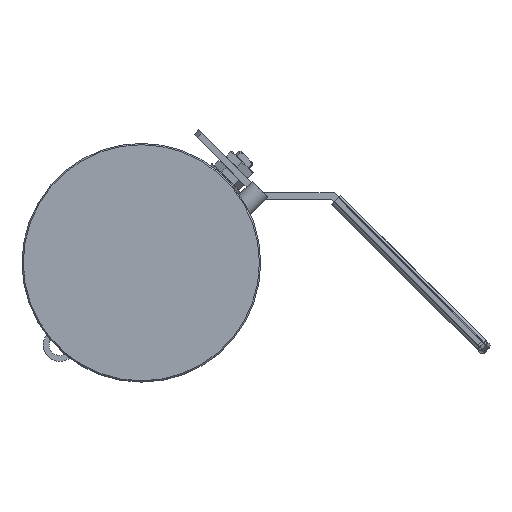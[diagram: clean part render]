
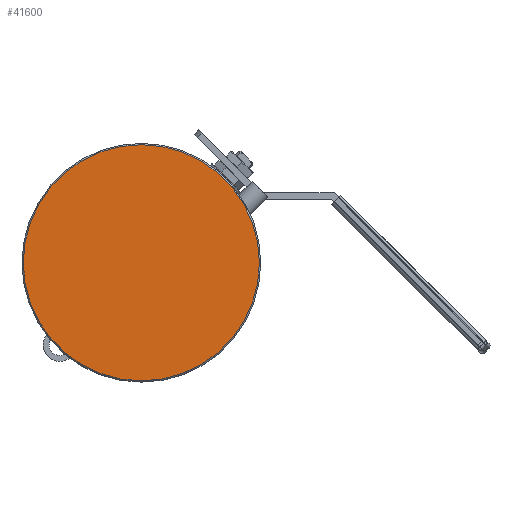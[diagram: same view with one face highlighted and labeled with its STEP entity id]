
A CAD part, top view. The second image highlights one B-rep face of the part: STEP entity #41600.
In plain terms, the highlighted planar face has unit normal (0, 0, 1).
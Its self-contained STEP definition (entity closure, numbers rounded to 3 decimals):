
#579 = CIRCLE ( 'NONE', #54419, 92.5 ) ;
#6377 = VERTEX_POINT ( 'NONE', #11788 ) ;
#6522 = DIRECTION ( 'NONE',  ( 0., 0., 1. ) ) ;
#9203 = DIRECTION ( 'NONE',  ( 0., 0., 1. ) ) ;
#9282 = EDGE_LOOP ( 'NONE', ( #13697 ) ) ;
#11788 = CARTESIAN_POINT ( 'NONE',  ( 86.241, 1.42, 39.838 ) ) ;
#13697 = ORIENTED_EDGE ( 'NONE', *, *, #23678, .T. ) ;
#23678 = EDGE_CURVE ( 'NONE', #6377, #6377, #579, .T. ) ;
#29147 = FACE_OUTER_BOUND ( 'NONE', #9282, .T. ) ;
#33646 = CARTESIAN_POINT ( 'NONE',  ( -6.259, 1.42, 39.838 ) ) ;
#34415 = AXIS2_PLACEMENT_3D ( 'NONE', #36367, #9203, #40951 ) ;
#36367 = CARTESIAN_POINT ( 'NONE',  ( -99.759, 1.42, 39.838 ) ) ;
#38212 = DIRECTION ( 'NONE',  ( 1., 0., 0. ) ) ;
#40951 = DIRECTION ( 'NONE',  ( 1., 0., 0. ) ) ;
#41600 = ADVANCED_FACE ( 'NONE', ( #29147 ), #45234, .T. ) ;
#45234 = PLANE ( 'NONE',  #34415 ) ;
#54419 = AXIS2_PLACEMENT_3D ( 'NONE', #33646, #6522, #38212 ) ;
